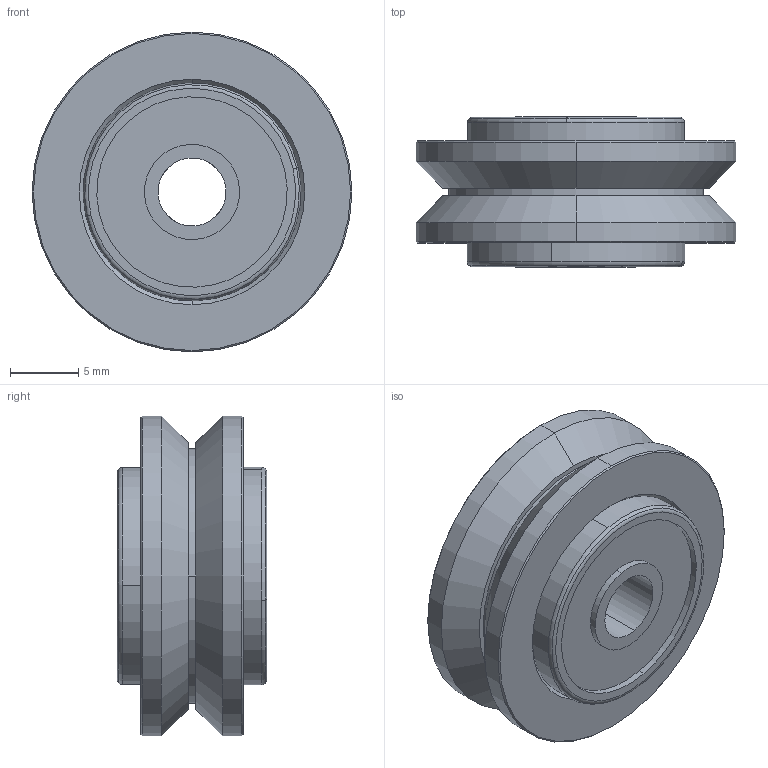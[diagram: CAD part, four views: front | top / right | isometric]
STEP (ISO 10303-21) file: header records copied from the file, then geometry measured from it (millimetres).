
FILE_DESCRIPTION((''),'2;1');
FILE_NAME('25203-02_ASM','2014-01-27T',('Barton'),(''),'PRO/ENGINEER BY PARAMETRIC TECHNOLOGY CORPORATION, 2013150','PRO/ENGINEER BY PARAMETRIC TECHNOLOGY CORPORATION, 2013150','');
FILE_SCHEMA(('CONFIG_CONTROL_DESIGN'));
Products named in the file (4): 25202-01; 25196-01; 25201-01; 25203-02_ASM
Assembly tree (4 placements, depth 2):
  25203-02_ASM
    25202-01
    25196-01  x2
    25201-01
Bounding box: 23.5 x 11 x 23.5 mm (x, y, z)
Volume: 2442.1 mm3; surface area: 3955.1 mm2
Topology: 4 solids, 6 shells, 96 faces, 210 edges, 134 vertices
Faces by surface type: cylinder 40, torus 24, plane 20, cone 12
Entity records: 2421 total; most frequent: DIRECTION 396, CARTESIAN_POINT 310, ORIENTED_EDGE 288, AXIS2_PLACEMENT_3D 178, EDGE_CURVE 144, CIRCLE 104, PRESENTATION_STYLE_ASSIGNMENT 97, STYLED_ITEM 97
